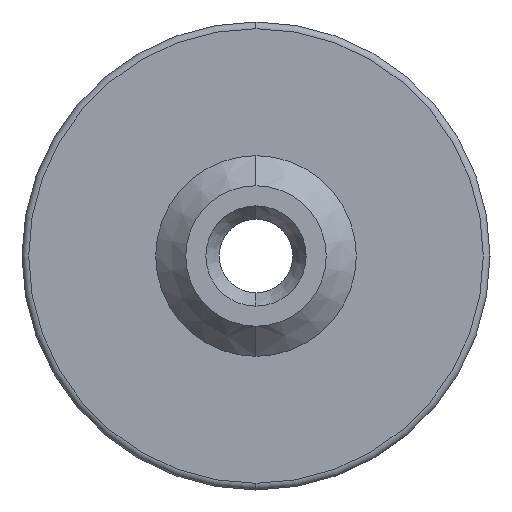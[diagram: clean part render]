
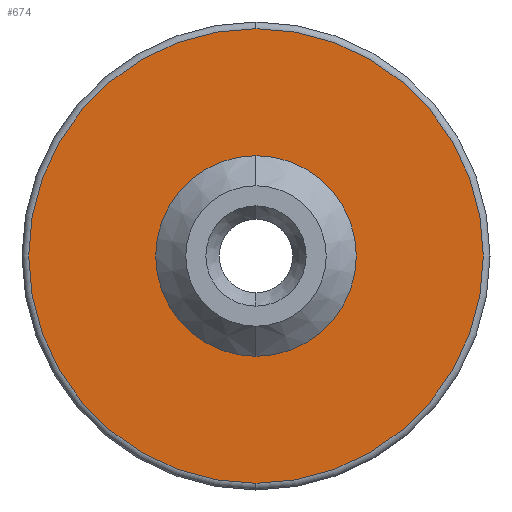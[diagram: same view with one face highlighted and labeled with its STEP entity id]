
A CAD part, left-side view. The second image highlights one B-rep face of the part: STEP entity #674.
In plain terms, the highlighted planar face has unit normal (-1, 0, 0).
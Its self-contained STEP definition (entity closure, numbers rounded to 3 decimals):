
#3 = PLANE ( 'NONE',  #664 ) ;
#5 = AXIS2_PLACEMENT_3D ( 'NONE', #835, #84, #351 ) ;
#40 = DIRECTION ( 'NONE',  ( 0., 0., 1. ) ) ;
#45 = EDGE_CURVE ( 'NONE', #164, #710, #690, .T. ) ;
#52 = EDGE_LOOP ( 'NONE', ( #598, #153 ) ) ;
#53 = EDGE_LOOP ( 'NONE', ( #493, #563 ) ) ;
#67 = CIRCLE ( 'NONE', #739, 6.8 ) ;
#74 = DIRECTION ( 'NONE',  ( 0., 0., -1. ) ) ;
#84 = DIRECTION ( 'NONE',  ( -1., 0., 0. ) ) ;
#149 = DIRECTION ( 'NONE',  ( -1., 0., 0. ) ) ;
#151 = AXIS2_PLACEMENT_3D ( 'NONE', #626, #149, #551 ) ;
#153 = ORIENTED_EDGE ( 'NONE', *, *, #796, .T. ) ;
#160 = CARTESIAN_POINT ( 'NONE',  ( -60., 0., 0. ) ) ;
#164 = VERTEX_POINT ( 'NONE', #202 ) ;
#193 = VERTEX_POINT ( 'NONE', #749 ) ;
#202 = CARTESIAN_POINT ( 'NONE',  ( -60., 0., 2.6 ) ) ;
#254 = FACE_OUTER_BOUND ( 'NONE', #52, .T. ) ;
#325 = AXIS2_PLACEMENT_3D ( 'NONE', #160, #565, #638 ) ;
#347 = CIRCLE ( 'NONE', #5, 2.6 ) ;
#351 = DIRECTION ( 'NONE',  ( 0., 0., 1. ) ) ;
#450 = DIRECTION ( 'NONE',  ( -1., 0., 0. ) ) ;
#461 = FACE_BOUND ( 'NONE', #53, .T. ) ;
#477 = DIRECTION ( 'NONE',  ( 1., 0., 0. ) ) ;
#493 = ORIENTED_EDGE ( 'NONE', *, *, #45, .F. ) ;
#551 = DIRECTION ( 'NONE',  ( 0., 0., 1. ) ) ;
#563 = ORIENTED_EDGE ( 'NONE', *, *, #733, .F. ) ;
#565 = DIRECTION ( 'NONE',  ( -1., 0., 0. ) ) ;
#598 = ORIENTED_EDGE ( 'NONE', *, *, #877, .T. ) ;
#626 = CARTESIAN_POINT ( 'NONE',  ( -60., 0., 0. ) ) ;
#636 = CARTESIAN_POINT ( 'NONE',  ( -60., 0., 6.8 ) ) ;
#638 = DIRECTION ( 'NONE',  ( 0., 0., 1. ) ) ;
#652 = CIRCLE ( 'NONE', #325, 6.8 ) ;
#664 = AXIS2_PLACEMENT_3D ( 'NONE', #681, #477, #74 ) ;
#674 = ADVANCED_FACE ( 'NONE', ( #461, #254 ), #3, .F. ) ;
#681 = CARTESIAN_POINT ( 'NONE',  ( -60., 0., -6.8 ) ) ;
#690 = CIRCLE ( 'NONE', #151, 2.6 ) ;
#710 = VERTEX_POINT ( 'NONE', #825 ) ;
#733 = EDGE_CURVE ( 'NONE', #710, #164, #347, .T. ) ;
#739 = AXIS2_PLACEMENT_3D ( 'NONE', #858, #450, #40 ) ;
#749 = CARTESIAN_POINT ( 'NONE',  ( -60., 0., -6.8 ) ) ;
#793 = VERTEX_POINT ( 'NONE', #636 ) ;
#796 = EDGE_CURVE ( 'NONE', #193, #793, #652, .T. ) ;
#825 = CARTESIAN_POINT ( 'NONE',  ( -60., 0., -2.6 ) ) ;
#835 = CARTESIAN_POINT ( 'NONE',  ( -60., 0., 0. ) ) ;
#858 = CARTESIAN_POINT ( 'NONE',  ( -60., 0., 0. ) ) ;
#877 = EDGE_CURVE ( 'NONE', #793, #193, #67, .T. ) ;
